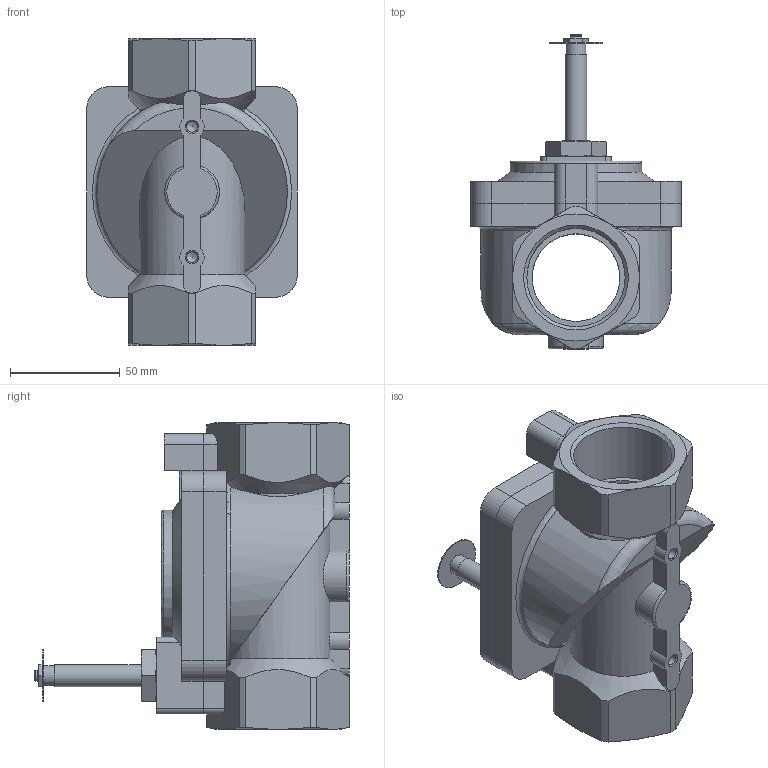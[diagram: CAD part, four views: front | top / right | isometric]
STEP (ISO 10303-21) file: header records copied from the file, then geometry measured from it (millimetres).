
FILE_DESCRIPTION(/* description */ ('STEP AP214'),/* implementation_level */ '2;1');
FILE_NAME(/* name */ '546152_VZWM-L-M22C-G112-F5',/* time_stamp */ '2024-09-18T10:22:45+02:00',/* author */ ('License CC BY-ND 4.0'),/* organization */ ('CADENAS'),/* preprocessor_version */ 'ST-DEVELOPER v19.3',/* originating_system */ 'PARTsolutions',/* authorisation */ ' ');
FILE_SCHEMA (('AUTOMOTIVE_DESIGN {1 0 10303 214 3 1 1}'));
Length unit declared in the file: millimetre
Products named in the file (3): 546152 VZWM-L-M22C-G112-F5; 546152VZWM-L-M22C-G112-F5_H; 546152VZWM-L-M22C-G112-F5_T
Assembly tree (2 placements, depth 2):
  546152 VZWM-L-M22C-G112-F5
    546152VZWM-L-M22C-G112-F5_H
    546152VZWM-L-M22C-G112-F5_T
Bounding box: 96 x 143.5 x 140 mm (x, y, z)
Volume: 455447.7 mm3; surface area: 95297.2 mm2
Topology: 2 solids, 2 shells, 203 faces, 522 edges, 331 vertices
Faces by surface type: plane 87, cylinder 60, cone 49, torus 7
Full cylindrical faces by diameter (mm): 4.917 x2, 5 x1, 9 x5, 10 x1, 24 x1, 40 x1, 44.845 x2
Entity records: 6349 total; most frequent: CARTESIAN_POINT 1558, ORIENTED_EDGE 992, DIRECTION 942, EDGE_CURVE 496, AXIS2_PLACEMENT_3D 374, VERTEX_POINT 328, FACE_BOUND 244, EDGE_LOOP 242
